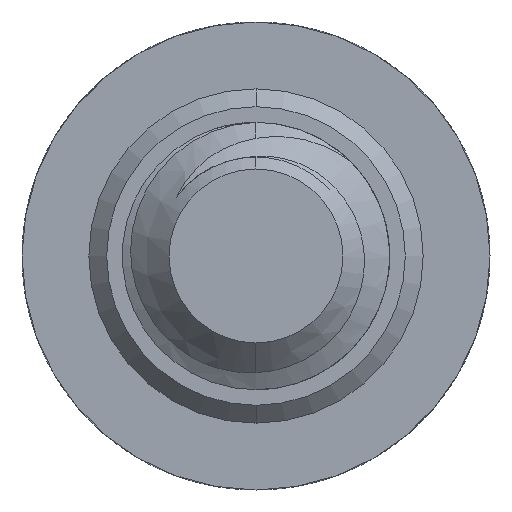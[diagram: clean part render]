
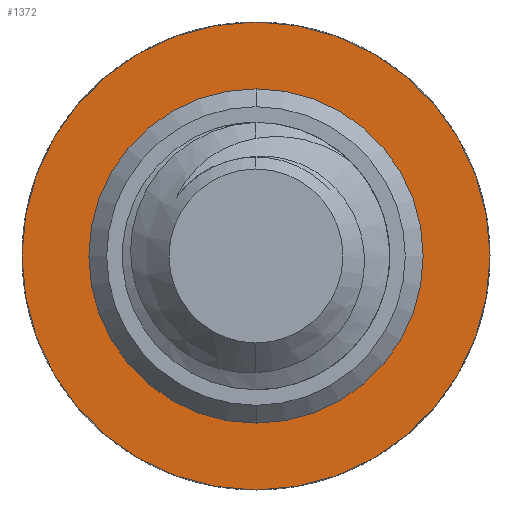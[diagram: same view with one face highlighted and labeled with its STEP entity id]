
A CAD part, front view. The second image highlights one B-rep face of the part: STEP entity #1372.
In plain terms, the highlighted planar face has unit normal (0, -1, 0).
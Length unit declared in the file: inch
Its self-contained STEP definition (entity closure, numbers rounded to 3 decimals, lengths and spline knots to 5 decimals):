
#1372 = ADVANCED_FACE ( 'NONE', ( #6704, #6703 ), #6702, .F. ) ;
#1373 = EDGE_LOOP ( 'NONE', ( #1374, #1375 ) ) ;
#1374 = ORIENTED_EDGE ( 'NONE', *, *, #1406, .F. ) ;
#1375 = ORIENTED_EDGE ( 'NONE', *, *, #13601, .F. ) ;
#1376 = EDGE_LOOP ( 'NONE', ( #1377, #1380 ) ) ;
#1377 = ORIENTED_EDGE ( 'NONE', *, *, #1378, .F. ) ;
#1378 = EDGE_CURVE ( 'NONE', #2408, #2402, #6700, .T. ) ;
#1380 = ORIENTED_EDGE ( 'NONE', *, *, #2406, .F. ) ;
#1406 = EDGE_CURVE ( 'NONE', #13598, #13604, #6748, .T. ) ;
#2402 = VERTEX_POINT ( 'NONE', #9536 ) ;
#2406 = EDGE_CURVE ( 'NONE', #2402, #2408, #9534, .T. ) ;
#2408 = VERTEX_POINT ( 'NONE', #9587 ) ;
#6693 = DIRECTION ( 'NONE',  ( 0., 0., 1. ) ) ;
#6694 = DIRECTION ( 'NONE',  ( 0., -1., 0. ) ) ;
#6695 = CARTESIAN_POINT ( 'NONE',  ( 0., 0., 0. ) ) ;
#6696 = AXIS2_PLACEMENT_3D ( 'NONE', #6695, #6694, #6693 ) ;
#6697 = DIRECTION ( 'NONE',  ( 0., 0., 1. ) ) ;
#6698 = DIRECTION ( 'NONE',  ( 0., 1., 0. ) ) ;
#6699 = CARTESIAN_POINT ( 'NONE',  ( 0., 0., 0. ) ) ;
#6700 = CIRCLE ( 'NONE', #6696, 0.15625 ) ;
#6701 = AXIS2_PLACEMENT_3D ( 'NONE', #6699, #6698, #6697 ) ;
#6702 = PLANE ( 'NONE',  #6701 ) ;
#6703 = FACE_BOUND ( 'NONE', #1376, .T. ) ;
#6704 = FACE_OUTER_BOUND ( 'NONE', #1373, .T. ) ;
#6745 = DIRECTION ( 'NONE',  ( 0., 0., 1. ) ) ;
#6746 = DIRECTION ( 'NONE',  ( 0., 1., 0. ) ) ;
#6747 = AXIS2_PLACEMENT_3D ( 'NONE', #6755, #6746, #6745 ) ;
#6748 = CIRCLE ( 'NONE', #6747, 0.21875 ) ;
#6755 = CARTESIAN_POINT ( 'NONE',  ( 0., 0., 0. ) ) ;
#9530 = DIRECTION ( 'NONE',  ( 0., 0., 1. ) ) ;
#9531 = DIRECTION ( 'NONE',  ( 0., -1., 0. ) ) ;
#9532 = CARTESIAN_POINT ( 'NONE',  ( 0., 0., 0. ) ) ;
#9533 = AXIS2_PLACEMENT_3D ( 'NONE', #9532, #9531, #9530 ) ;
#9534 = CIRCLE ( 'NONE', #9533, 0.15625 ) ;
#9536 = CARTESIAN_POINT ( 'NONE',  ( 0., 0., -0.15625 ) ) ;
#9587 = CARTESIAN_POINT ( 'NONE',  ( 0., 0., 0.15625 ) ) ;
#12941 = CARTESIAN_POINT ( 'NONE',  ( 0., 0., 0. ) ) ;
#12942 = AXIS2_PLACEMENT_3D ( 'NONE', #12941, #13004, #13003 ) ;
#12943 = CIRCLE ( 'NONE', #12942, 0.21875 ) ;
#12948 = CARTESIAN_POINT ( 'NONE',  ( 0., 0., -0.21875 ) ) ;
#13002 = CARTESIAN_POINT ( 'NONE',  ( 0., 0., 0.21875 ) ) ;
#13003 = DIRECTION ( 'NONE',  ( 0., 0., 1. ) ) ;
#13004 = DIRECTION ( 'NONE',  ( 0., 1., 0. ) ) ;
#13598 = VERTEX_POINT ( 'NONE', #12948 ) ;
#13601 = EDGE_CURVE ( 'NONE', #13604, #13598, #12943, .T. ) ;
#13604 = VERTEX_POINT ( 'NONE', #13002 ) ;
